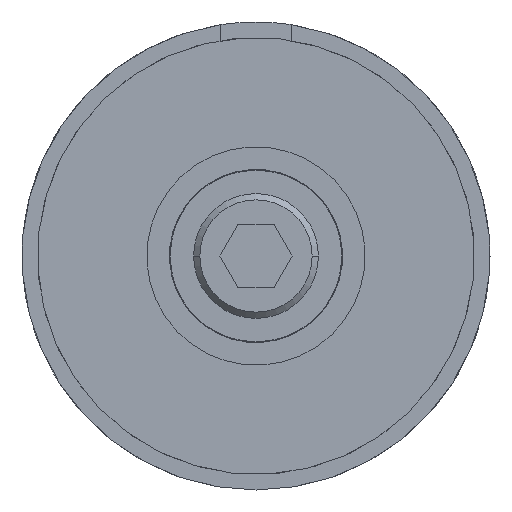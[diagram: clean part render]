
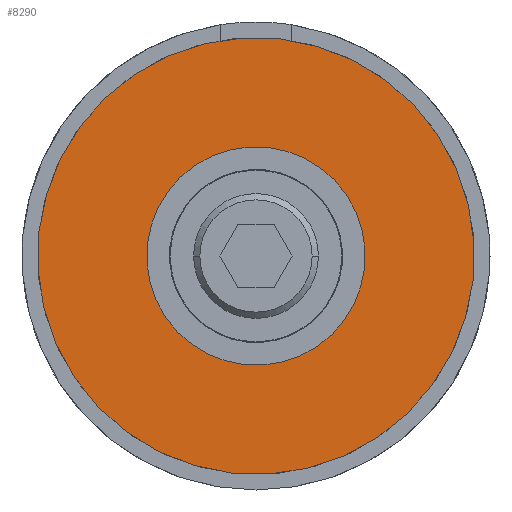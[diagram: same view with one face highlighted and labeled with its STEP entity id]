
A CAD part, front view. The second image highlights one B-rep face of the part: STEP entity #8290.
In plain terms, the highlighted face is planar.
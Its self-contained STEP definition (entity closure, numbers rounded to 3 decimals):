
#120 = CIRCLE ( 'NONE', #6633, 7. ) ;
#337 = EDGE_LOOP ( 'NONE', ( #6710, #14244 ) ) ;
#1457 = CIRCLE ( 'NONE', #4669, 7. ) ;
#2055 = DIRECTION ( 'NONE',  ( 0., 0., -1. ) ) ;
#2134 = DIRECTION ( 'NONE',  ( 0., 1., 0. ) ) ;
#2339 = CARTESIAN_POINT ( 'NONE',  ( 0., 2.3, 0. ) ) ;
#2963 = DIRECTION ( 'NONE',  ( 0., -1., 0. ) ) ;
#3122 = EDGE_CURVE ( 'NONE', #11537, #4084, #13644, .T. ) ;
#3132 = PLANE ( 'NONE',  #10352 ) ;
#3708 = EDGE_CURVE ( 'NONE', #4084, #11537, #12647, .T. ) ;
#4084 = VERTEX_POINT ( 'NONE', #5411 ) ;
#4267 = CARTESIAN_POINT ( 'NONE',  ( 14., 2.3, 0. ) ) ;
#4669 = AXIS2_PLACEMENT_3D ( 'NONE', #9694, #2963, #10770 ) ;
#4888 = ORIENTED_EDGE ( 'NONE', *, *, #3708, .F. ) ;
#5055 = VERTEX_POINT ( 'NONE', #6812 ) ;
#5411 = CARTESIAN_POINT ( 'NONE',  ( 0., 2.3, 14. ) ) ;
#5878 = FACE_BOUND ( 'NONE', #337, .T. ) ;
#6421 = DIRECTION ( 'NONE',  ( 0., 0., -1. ) ) ;
#6539 = DIRECTION ( 'NONE',  ( 0., -1., 0. ) ) ;
#6633 = AXIS2_PLACEMENT_3D ( 'NONE', #8629, #7334, #6421 ) ;
#6710 = ORIENTED_EDGE ( 'NONE', *, *, #8610, .T. ) ;
#6812 = CARTESIAN_POINT ( 'NONE',  ( 0., 2.3, 7. ) ) ;
#7300 = AXIS2_PLACEMENT_3D ( 'NONE', #2339, #8863, #14393 ) ;
#7334 = DIRECTION ( 'NONE',  ( 0., -1., 0. ) ) ;
#8147 = FACE_OUTER_BOUND ( 'NONE', #12705, .T. ) ;
#8290 = ADVANCED_FACE ( 'NONE', ( #5878, #8147 ), #3132, .T. ) ;
#8610 = EDGE_CURVE ( 'NONE', #10796, #5055, #120, .T. ) ;
#8629 = CARTESIAN_POINT ( 'NONE',  ( 0., 2.3, 0. ) ) ;
#8863 = DIRECTION ( 'NONE',  ( 0., -1., 0. ) ) ;
#9694 = CARTESIAN_POINT ( 'NONE',  ( 0., 2.3, 0. ) ) ;
#9780 = CARTESIAN_POINT ( 'NONE',  ( 0., 2.3, -14. ) ) ;
#9956 = DIRECTION ( 'NONE',  ( 0., 0., 1. ) ) ;
#10021 = CARTESIAN_POINT ( 'NONE',  ( 0., 2.3, 0. ) ) ;
#10352 = AXIS2_PLACEMENT_3D ( 'NONE', #4267, #2134, #9956 ) ;
#10770 = DIRECTION ( 'NONE',  ( 0., 0., -1. ) ) ;
#10796 = VERTEX_POINT ( 'NONE', #12943 ) ;
#11537 = VERTEX_POINT ( 'NONE', #9780 ) ;
#12248 = AXIS2_PLACEMENT_3D ( 'NONE', #10021, #6539, #2055 ) ;
#12647 = CIRCLE ( 'NONE', #12248, 14. ) ;
#12705 = EDGE_LOOP ( 'NONE', ( #14336, #4888 ) ) ;
#12910 = EDGE_CURVE ( 'NONE', #5055, #10796, #1457, .T. ) ;
#12943 = CARTESIAN_POINT ( 'NONE',  ( 0., 2.3, -7. ) ) ;
#13644 = CIRCLE ( 'NONE', #7300, 14. ) ;
#14244 = ORIENTED_EDGE ( 'NONE', *, *, #12910, .T. ) ;
#14336 = ORIENTED_EDGE ( 'NONE', *, *, #3122, .F. ) ;
#14393 = DIRECTION ( 'NONE',  ( 0., 0., -1. ) ) ;
